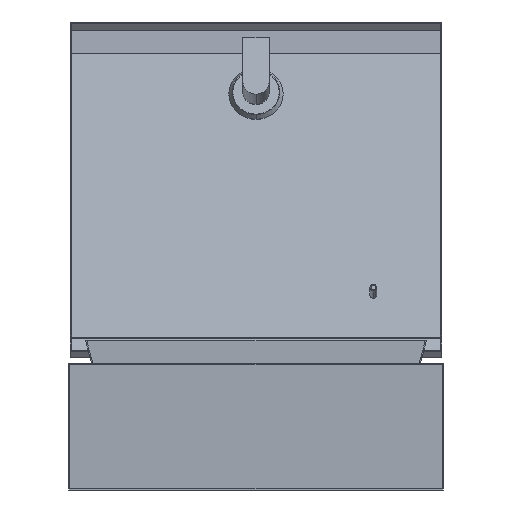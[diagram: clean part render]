
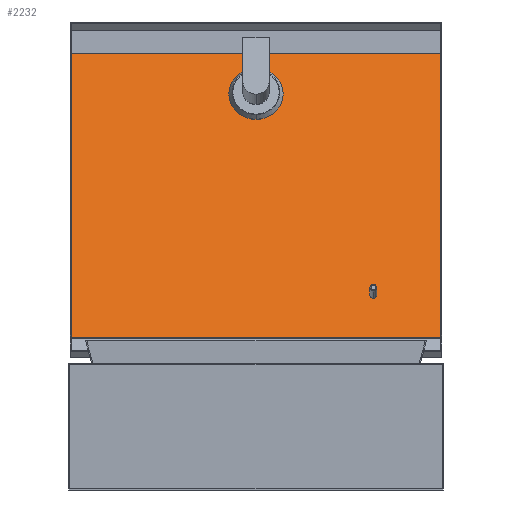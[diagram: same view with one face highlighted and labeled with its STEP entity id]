
A CAD part, left-side view. The second image highlights one B-rep face of the part: STEP entity #2232.
In plain terms, the highlighted face is planar.
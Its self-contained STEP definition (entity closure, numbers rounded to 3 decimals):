
#54 = VERTEX_POINT ( 'NONE', #1858 ) ;
#140 = DIRECTION ( 'NONE',  ( 1., 0., 0. ) ) ;
#350 = LINE ( 'NONE', #6939, #2934 ) ;
#652 = VECTOR ( 'NONE', #18036, 1000. ) ;
#753 = VECTOR ( 'NONE', #15318, 1000. ) ;
#857 = DIRECTION ( 'NONE',  ( 0., 0., -1. ) ) ;
#1561 = CARTESIAN_POINT ( 'NONE',  ( -95., 0., -1. ) ) ;
#1610 = VERTEX_POINT ( 'NONE', #2079 ) ;
#1730 = CIRCLE ( 'NONE', #13682, 3. ) ;
#1858 = CARTESIAN_POINT ( 'NONE',  ( 96., -103., -1. ) ) ;
#1885 = FACE_OUTER_BOUND ( 'NONE', #15778, .T. ) ;
#2079 = CARTESIAN_POINT ( 'NONE',  ( 132.867, -162., -1. ) ) ;
#2232 = ADVANCED_FACE ( 'NONE', ( #1885, #13258, #22518 ), #7018, .F. ) ;
#2280 = DIRECTION ( 'NONE',  ( 1., 0., 0. ) ) ;
#2479 = LINE ( 'NONE', #21233, #753 ) ;
#2631 = VERTEX_POINT ( 'NONE', #4353 ) ;
#2934 = VECTOR ( 'NONE', #19421, 1000. ) ;
#3112 = CARTESIAN_POINT ( 'NONE',  ( -71.174, 0., -1. ) ) ;
#3170 = VERTEX_POINT ( 'NONE', #22306 ) ;
#4353 = CARTESIAN_POINT ( 'NONE',  ( -118.826, 0., -1. ) ) ;
#4857 = EDGE_LOOP ( 'NONE', ( #22688, #17788 ) ) ;
#4924 = ORIENTED_EDGE ( 'NONE', *, *, #17299, .F. ) ;
#5532 = LINE ( 'NONE', #18385, #12615 ) ;
#5566 = DIRECTION ( 'NONE',  ( 0., 0., -1. ) ) ;
#5924 = VERTEX_POINT ( 'NONE', #10640 ) ;
#6054 = EDGE_CURVE ( 'NONE', #1610, #15181, #10741, .T. ) ;
#6233 = VERTEX_POINT ( 'NONE', #15127 ) ;
#6362 = VERTEX_POINT ( 'NONE', #3112 ) ;
#6438 = CIRCLE ( 'NONE', #7138, 3. ) ;
#6801 = ORIENTED_EDGE ( 'NONE', *, *, #18202, .F. ) ;
#6939 = CARTESIAN_POINT ( 'NONE',  ( 0., 162., -1. ) ) ;
#7018 = PLANE ( 'NONE',  #17412 ) ;
#7036 = CIRCLE ( 'NONE', #18243, 23.826 ) ;
#7138 = AXIS2_PLACEMENT_3D ( 'NONE', #19515, #12197, #2280 ) ;
#7395 = DIRECTION ( 'NONE',  ( 1., 0., 0. ) ) ;
#7884 = AXIS2_PLACEMENT_3D ( 'NONE', #8200, #857, #10014 ) ;
#8200 = CARTESIAN_POINT ( 'NONE',  ( -95., 0., -1. ) ) ;
#8464 = CARTESIAN_POINT ( 'NONE',  ( 132.867, 162., -1. ) ) ;
#8531 = DIRECTION ( 'NONE',  ( 1., 0., 0. ) ) ;
#8949 = EDGE_CURVE ( 'NONE', #6233, #3170, #2479, .T. ) ;
#9402 = ORIENTED_EDGE ( 'NONE', *, *, #19805, .F. ) ;
#9492 = EDGE_LOOP ( 'NONE', ( #14853, #9402 ) ) ;
#10014 = DIRECTION ( 'NONE',  ( 1., 0., 0. ) ) ;
#10348 = DIRECTION ( 'NONE',  ( 1., 0., 0. ) ) ;
#10640 = CARTESIAN_POINT ( 'NONE',  ( 90., -103., -1. ) ) ;
#10702 = DIRECTION ( 'NONE',  ( 0., 0., 1. ) ) ;
#10741 = LINE ( 'NONE', #12202, #652 ) ;
#11164 = EDGE_CURVE ( 'NONE', #54, #5924, #1730, .T. ) ;
#12197 = DIRECTION ( 'NONE',  ( 0., 0., -1. ) ) ;
#12202 = CARTESIAN_POINT ( 'NONE',  ( 132.867, 0., -1. ) ) ;
#12385 = EDGE_CURVE ( 'NONE', #6362, #2631, #7036, .T. ) ;
#12615 = VECTOR ( 'NONE', #10348, 1000. ) ;
#13258 = FACE_BOUND ( 'NONE', #9492, .T. ) ;
#13682 = AXIS2_PLACEMENT_3D ( 'NONE', #21058, #19945, #140 ) ;
#14853 = ORIENTED_EDGE ( 'NONE', *, *, #12385, .F. ) ;
#15127 = CARTESIAN_POINT ( 'NONE',  ( -132.867, 162., -1. ) ) ;
#15181 = VERTEX_POINT ( 'NONE', #8464 ) ;
#15318 = DIRECTION ( 'NONE',  ( 0., -1., 0. ) ) ;
#15778 = EDGE_LOOP ( 'NONE', ( #4924, #20435, #6801, #21355 ) ) ;
#16702 = EDGE_CURVE ( 'NONE', #5924, #54, #6438, .T. ) ;
#17299 = EDGE_CURVE ( 'NONE', #3170, #1610, #5532, .T. ) ;
#17412 = AXIS2_PLACEMENT_3D ( 'NONE', #20626, #10702, #7395 ) ;
#17788 = ORIENTED_EDGE ( 'NONE', *, *, #16702, .F. ) ;
#18036 = DIRECTION ( 'NONE',  ( 0., 1., 0. ) ) ;
#18202 = EDGE_CURVE ( 'NONE', #15181, #6233, #350, .T. ) ;
#18243 = AXIS2_PLACEMENT_3D ( 'NONE', #1561, #5566, #8531 ) ;
#18385 = CARTESIAN_POINT ( 'NONE',  ( 0., -162., -1. ) ) ;
#19421 = DIRECTION ( 'NONE',  ( -1., 0., 0. ) ) ;
#19515 = CARTESIAN_POINT ( 'NONE',  ( 93., -103., -1. ) ) ;
#19805 = EDGE_CURVE ( 'NONE', #2631, #6362, #22267, .T. ) ;
#19945 = DIRECTION ( 'NONE',  ( 0., 0., -1. ) ) ;
#20435 = ORIENTED_EDGE ( 'NONE', *, *, #8949, .F. ) ;
#20626 = CARTESIAN_POINT ( 'NONE',  ( 0., 0., -1. ) ) ;
#21058 = CARTESIAN_POINT ( 'NONE',  ( 93., -103., -1. ) ) ;
#21233 = CARTESIAN_POINT ( 'NONE',  ( -132.867, 0., -1. ) ) ;
#21355 = ORIENTED_EDGE ( 'NONE', *, *, #6054, .F. ) ;
#22267 = CIRCLE ( 'NONE', #7884, 23.826 ) ;
#22306 = CARTESIAN_POINT ( 'NONE',  ( -132.867, -162., -1. ) ) ;
#22518 = FACE_BOUND ( 'NONE', #4857, .T. ) ;
#22688 = ORIENTED_EDGE ( 'NONE', *, *, #11164, .F. ) ;
